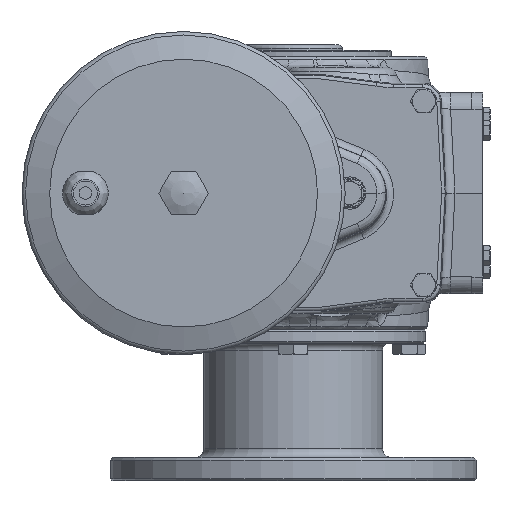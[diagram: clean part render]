
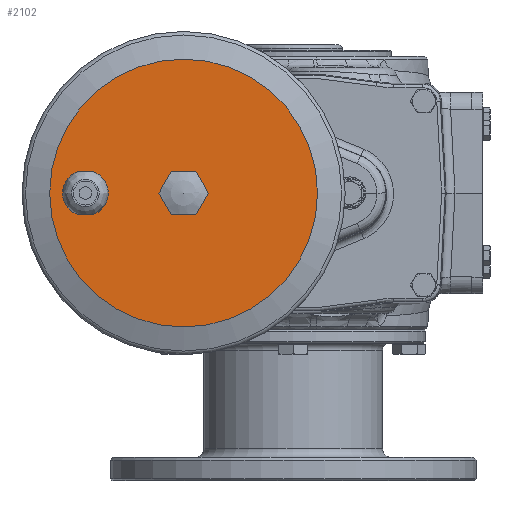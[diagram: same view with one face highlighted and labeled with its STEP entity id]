
A CAD part, left-side view. The second image highlights one B-rep face of the part: STEP entity #2102.
In plain terms, the highlighted planar face has unit normal (-1, 0, 0).
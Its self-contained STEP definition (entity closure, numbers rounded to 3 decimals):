
#2102 = ADVANCED_FACE( '', ( #4940, #4941, #4942 ), #4943, .T. );
#4940 = FACE_BOUND( '', #18099, .T. );
#4941 = FACE_OUTER_BOUND( '', #18100, .T. );
#4942 = FACE_BOUND( '', #18101, .T. );
#4943 = PLANE( '', #18102 );
#18099 = EDGE_LOOP( '', ( #33923, #33924, #33925, #33926 ) );
#18100 = EDGE_LOOP( '', ( #33927 ) );
#18101 = EDGE_LOOP( '', ( #33928, #33929, #33930, #33931, #33932, #33933 ) );
#18102 = AXIS2_PLACEMENT_3D( '', #33934, #33935, #33936 );
#33923 = ORIENTED_EDGE( '', *, *, #39022, .F. );
#33924 = ORIENTED_EDGE( '', *, *, #40086, .F. );
#33925 = ORIENTED_EDGE( '', *, *, #40087, .F. );
#33926 = ORIENTED_EDGE( '', *, *, #40003, .T. );
#33927 = ORIENTED_EDGE( '', *, *, #40088, .T. );
#33928 = ORIENTED_EDGE( '', *, *, #40089, .T. );
#33929 = ORIENTED_EDGE( '', *, *, #40090, .T. );
#33930 = ORIENTED_EDGE( '', *, *, #40091, .T. );
#33931 = ORIENTED_EDGE( '', *, *, #39550, .T. );
#33932 = ORIENTED_EDGE( '', *, *, #40092, .T. );
#33933 = ORIENTED_EDGE( '', *, *, #39234, .T. );
#33934 = CARTESIAN_POINT( '', ( -633.9, 136.4, 0. ) );
#33935 = DIRECTION( '', ( -1., 0., 0. ) );
#33936 = DIRECTION( '', ( 0., 1., 0. ) );
#39022 = EDGE_CURVE( '', #42783, #42784, #42785, .T. );
#39234 = EDGE_CURVE( '', #43108, #43112, #43114, .T. );
#39550 = EDGE_CURVE( '', #43586, #43590, #43592, .T. );
#40003 = EDGE_CURVE( '', #44226, #42784, #44227, .T. );
#40086 = EDGE_CURVE( '', #44336, #42783, #44337, .T. );
#40087 = EDGE_CURVE( '', #44226, #44336, #44338, .T. );
#40088 = EDGE_CURVE( '', #44339, #44339, #44340, .T. );
#40089 = EDGE_CURVE( '', #43112, #44341, #44342, .T. );
#40090 = EDGE_CURVE( '', #44341, #44343, #44344, .T. );
#40091 = EDGE_CURVE( '', #44343, #43586, #44345, .T. );
#40092 = EDGE_CURVE( '', #43590, #43108, #44346, .T. );
#42783 = VERTEX_POINT( '', #50270 );
#42784 = VERTEX_POINT( '', #50271 );
#42785 = CIRCLE( '', #50272, 12.8 );
#43108 = VERTEX_POINT( '', #51110 );
#43112 = VERTEX_POINT( '', #51115 );
#43114 = LINE( '', #51118, #51119 );
#43586 = VERTEX_POINT( '', #52551 );
#43590 = VERTEX_POINT( '', #52556 );
#43592 = LINE( '', #52559, #52560 );
#44226 = VERTEX_POINT( '', #54418 );
#44227 = LINE( '', #54419, #54420 );
#44336 = VERTEX_POINT( '', #54658 );
#44337 = LINE( '', #54659, #54660 );
#44338 = CIRCLE( '', #54661, 12.8 );
#44339 = VERTEX_POINT( '', #54662 );
#44340 = CIRCLE( '', #54663, 75. );
#44341 = VERTEX_POINT( '', #54664 );
#44342 = LINE( '', #54665, #54666 );
#44343 = VERTEX_POINT( '', #54667 );
#44344 = LINE( '', #54668, #54669 );
#44345 = LINE( '', #54670, #54671 );
#44346 = LINE( '', #54672, #54673 );
#50270 = CARTESIAN_POINT( '', ( -633.9, 111.946, -12. ) );
#50271 = CARTESIAN_POINT( '', ( -633.9, 111.946, 12. ) );
#50272 = AXIS2_PLACEMENT_3D( '', #59654, #59655, #59656 );
#51110 = CARTESIAN_POINT( '', ( -633.9, 68.328, 12. ) );
#51115 = CARTESIAN_POINT( '', ( -633.9, 54.472, 12. ) );
#51118 = CARTESIAN_POINT( '', ( -633.9, 68.328, 12. ) );
#51119 = VECTOR( '', #59888, 1000. );
#52551 = CARTESIAN_POINT( '', ( -633.9, 68.328, -12. ) );
#52556 = CARTESIAN_POINT( '', ( -633.9, 75.256, 0. ) );
#52559 = CARTESIAN_POINT( '', ( -633.9, 68.328, -12. ) );
#52560 = VECTOR( '', #60247, 1000. );
#54418 = CARTESIAN_POINT( '', ( -633.9, 120.854, 12. ) );
#54419 = CARTESIAN_POINT( '', ( -633.9, 120.854, 12. ) );
#54420 = VECTOR( '', #60677, 1000. );
#54658 = CARTESIAN_POINT( '', ( -633.9, 120.854, -12. ) );
#54659 = CARTESIAN_POINT( '', ( -633.9, 120.854, -12. ) );
#54660 = VECTOR( '', #60760, 1000. );
#54661 = AXIS2_PLACEMENT_3D( '', #60761, #60762, #60763 );
#54662 = CARTESIAN_POINT( '', ( -633.9, 136.4, 0. ) );
#54663 = AXIS2_PLACEMENT_3D( '', #60764, #60765, #60766 );
#54664 = CARTESIAN_POINT( '', ( -633.9, 47.544, 0. ) );
#54665 = CARTESIAN_POINT( '', ( -633.9, 54.472, 12. ) );
#54666 = VECTOR( '', #60767, 1000. );
#54667 = CARTESIAN_POINT( '', ( -633.9, 54.472, -12. ) );
#54668 = CARTESIAN_POINT( '', ( -633.9, 47.544, 0. ) );
#54669 = VECTOR( '', #60768, 1000. );
#54670 = CARTESIAN_POINT( '', ( -633.9, 54.472, -12. ) );
#54671 = VECTOR( '', #60769, 1000. );
#54672 = CARTESIAN_POINT( '', ( -633.9, 75.256, 0. ) );
#54673 = VECTOR( '', #60770, 1000. );
#59654 = CARTESIAN_POINT( '', ( -633.9, 116.4, 0. ) );
#59655 = DIRECTION( '', ( -1., 0., 0. ) );
#59656 = DIRECTION( '', ( 0., 1., 0. ) );
#59888 = DIRECTION( '', ( 0., -1., 0. ) );
#60247 = DIRECTION( '', ( 0., 0.5, 0.866 ) );
#60677 = DIRECTION( '', ( 0., -1., 0. ) );
#60760 = DIRECTION( '', ( 0., -1., 0. ) );
#60761 = CARTESIAN_POINT( '', ( -633.9, 116.4, 0. ) );
#60762 = DIRECTION( '', ( -1., 0., 0. ) );
#60763 = DIRECTION( '', ( 0., 1., 0. ) );
#60764 = CARTESIAN_POINT( '', ( -633.9, 61.4, 0. ) );
#60765 = DIRECTION( '', ( -1., 0., 0. ) );
#60766 = DIRECTION( '', ( 0., 1., 0. ) );
#60767 = DIRECTION( '', ( 0., -0.5, -0.866 ) );
#60768 = DIRECTION( '', ( 0., 0.5, -0.866 ) );
#60769 = DIRECTION( '', ( 0., 1., 0. ) );
#60770 = DIRECTION( '', ( 0., -0.5, 0.866 ) );
